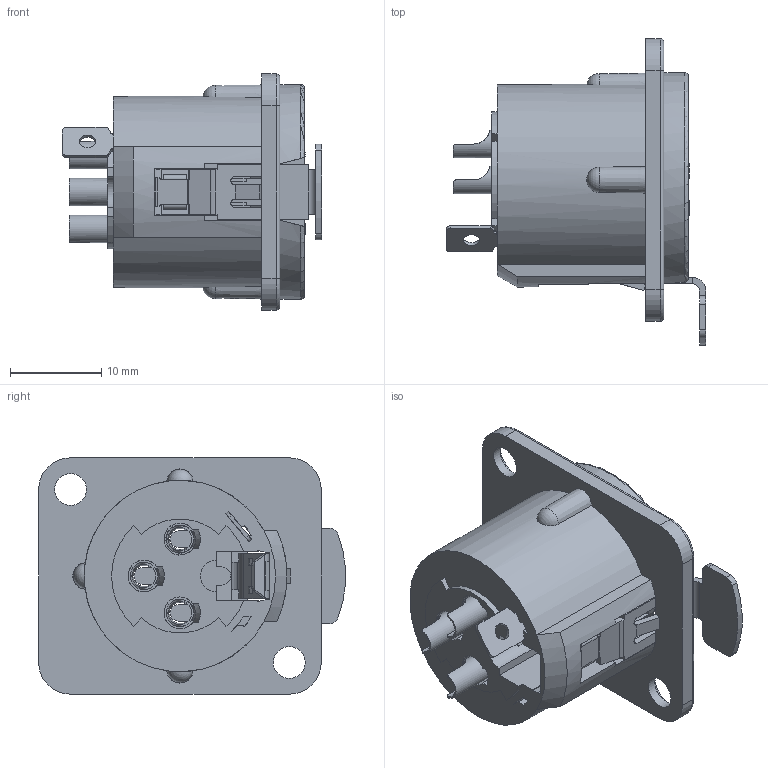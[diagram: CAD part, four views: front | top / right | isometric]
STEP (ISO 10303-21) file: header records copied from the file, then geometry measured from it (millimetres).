
FILE_DESCRIPTION(/* description */ (''),/* implementation_level */ '2;1');
FILE_NAME(/* name */ 'FC61900N.stp',/* time_stamp */ '2025-05-07T10:12:43+01:00',/* author */ ('tottley'),/* organization */ (''),/* preprocessor_version */ 'ST-DEVELOPER v20',/* originating_system */ 'Autodesk Inventor 2025',/* authorisation */ '');
FILE_SCHEMA (('AUTOMOTIVE_DESIGN { 1 0 10303 214 3 1 1 }'));
Length unit declared in the file: millimetre
Products named in the file (1): FC61900
Bounding box: 28.52 x 33.67 x 25.94 mm (x, y, z)
Volume: 6044.2 mm3; surface area: 7616.1 mm2
Topology: 2 solids, 5 shells, 728 faces, 2130 edges, 1406 vertices
Faces by surface type: plane 511, cylinder 137, bspline 27, torus 26, cone 24, sphere 3
Full cylindrical faces by diameter (mm): 1.8 x1, 2.6 x3, 3.5 x5, 5.8 x2, 15.75 x1
Entity records: 26449 total; most frequent: CARTESIAN_POINT 6123, ORIENTED_EDGE 4252, DIRECTION 3875, EDGE_CURVE 2132, LINE 1527, VECTOR 1527, VERTEX_POINT 1410, AXIS2_PLACEMENT_3D 1174
